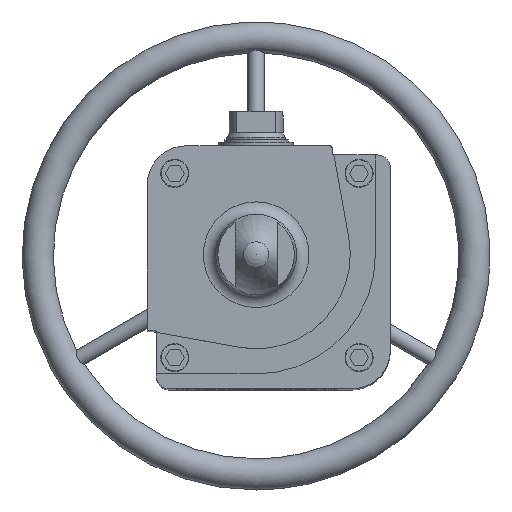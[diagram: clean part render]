
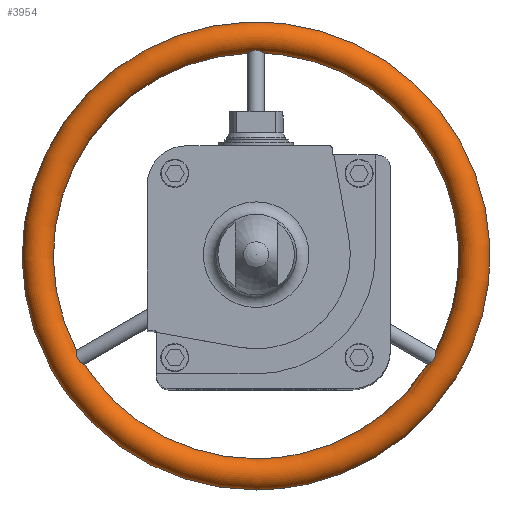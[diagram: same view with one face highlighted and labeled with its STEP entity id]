
A CAD part, top view. The second image highlights one B-rep face of the part: STEP entity #3954.
In plain terms, the highlighted toroidal (fillet/blend) face has major radius 186.65 mm and minor radius 13.35 mm.
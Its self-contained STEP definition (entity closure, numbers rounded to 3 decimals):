
#93=TOROIDAL_SURFACE('',#4279,186.65,13.35);
#107=B_SPLINE_CURVE_WITH_KNOTS('',3,(#6118,#6119,#6120,#6121,#6122,#6123,
#6124,#6125,#6126,#6127,#6128,#6129,#6130,#6131,#6132,#6133,#6134,#6135,
#6136),.UNSPECIFIED.,.T.,.F.,(1,1,1,1,1,1,1,1,1,1,1,1,1,1,1,1,1,1,1,1,1,
1,1),(-0.008,-0.006,-0.003,0.,
0.003,0.006,0.008,0.011,
0.014,0.017,0.02,0.022,
0.025,0.028,0.031,0.034,
0.036,0.039,0.042,0.045,
0.048,0.051,0.053),.UNSPECIFIED.);
#108=B_SPLINE_CURVE_WITH_KNOTS('',3,(#6138,#6139,#6140,#6141,#6142,#6143,
#6144,#6145,#6146,#6147,#6148,#6149,#6150,#6151,#6152,#6153,#6154,#6155,
#6156),.UNSPECIFIED.,.T.,.F.,(1,1,1,1,1,1,1,1,1,1,1,1,1,1,1,1,1,1,1,1,1,
1,1),(-0.008,-0.006,-0.003,0.,
0.003,0.006,0.008,0.011,
0.014,0.017,0.02,0.022,
0.025,0.028,0.031,0.034,
0.036,0.039,0.042,0.045,
0.048,0.05,0.053),.UNSPECIFIED.);
#109=B_SPLINE_CURVE_WITH_KNOTS('',3,(#6158,#6159,#6160,#6161,#6162,#6163,
#6164,#6165,#6166,#6167,#6168,#6169,#6170,#6171,#6172,#6173,#6174,#6175,
#6176,#6177),.UNSPECIFIED.,.T.,.F.,(1,1,1,1,1,1,1,1,1,1,1,1,1,1,1,1,1,1,
1,1,1,1,1,1),(-0.006,-0.003,-0.001,
0.,0.003,0.006,0.008,0.011,
0.014,0.017,0.02,0.022,
0.025,0.028,0.031,0.034,
0.036,0.039,0.042,0.043,
0.045,0.048,0.05,0.053),
 .UNSPECIFIED.);
#1014=ORIENTED_EDGE('',*,*,#2056,.F.);
#1015=ORIENTED_EDGE('',*,*,#2057,.T.);
#1016=ORIENTED_EDGE('',*,*,#2058,.T.);
#2056=EDGE_CURVE('',#2572,#2572,#107,.T.);
#2057=EDGE_CURVE('',#2573,#2573,#108,.T.);
#2058=EDGE_CURVE('',#2574,#2574,#109,.T.);
#2572=VERTEX_POINT('',#6137);
#2573=VERTEX_POINT('',#6157);
#2574=VERTEX_POINT('',#6178);
#3104=EDGE_LOOP('',(#1014));
#3105=EDGE_LOOP('',(#1015));
#3106=EDGE_LOOP('',(#1016));
#3492=FACE_BOUND('',#3104,.T.);
#3493=FACE_BOUND('',#3105,.T.);
#3494=FACE_BOUND('',#3106,.T.);
#3954=ADVANCED_FACE('',(#3492,#3493,#3494),#93,.T.);
#4279=AXIS2_PLACEMENT_3D('',#6117,#4816,#4817);
#4816=DIRECTION('',(0.,0.,-1.));
#4817=DIRECTION('',(-1.,0.,0.));
#6117=CARTESIAN_POINT('',(0.,0.,-417.55));
#6118=CARTESIAN_POINT('',(-5.807,173.508,-420.696));
#6119=CARTESIAN_POINT('',(-3.879,174.246,-422.681));
#6120=CARTESIAN_POINT('',(-1.314,174.881,-423.851));
#6121=CARTESIAN_POINT('',(1.587,174.841,-423.786));
#6122=CARTESIAN_POINT('',(4.103,174.168,-422.513));
#6123=CARTESIAN_POINT('',(5.957,173.447,-420.465));
#6124=CARTESIAN_POINT('',(7.034,173.061,-417.837));
#6125=CARTESIAN_POINT('',(7.054,173.308,-414.961));
#6126=CARTESIAN_POINT('',(5.934,174.146,-412.429));
#6127=CARTESIAN_POINT('',(3.936,175.161,-410.623));
#6128=CARTESIAN_POINT('',(1.318,175.875,-409.67));
#6129=CARTESIAN_POINT('',(-1.569,175.837,-409.715));
#6130=CARTESIAN_POINT('',(-4.15,175.073,-410.755));
#6131=CARTESIAN_POINT('',(-6.076,174.056,-412.633));
#6132=CARTESIAN_POINT('',(-7.1,173.258,-415.21));
#6133=CARTESIAN_POINT('',(-6.977,173.072,-418.098));
#6134=CARTESIAN_POINT('',(-5.807,173.508,-420.696));
#6135=CARTESIAN_POINT('',(-3.879,174.246,-422.681));
#6136=CARTESIAN_POINT('',(-1.314,174.881,-423.851));
#6137=CARTESIAN_POINT('',(-3.772,174.229,-422.545));
#6138=CARTESIAN_POINT('',(146.312,-92.682,-417.443));
#6139=CARTESIAN_POINT('',(147.074,-92.005,-420.163));
#6140=CARTESIAN_POINT('',(148.558,-90.826,-422.284));
#6141=CARTESIAN_POINT('',(150.371,-89.092,-423.67));
#6142=CARTESIAN_POINT('',(151.955,-86.66,-423.925));
#6143=CARTESIAN_POINT('',(152.778,-84.073,-422.887));
#6144=CARTESIAN_POINT('',(153.134,-81.958,-420.995));
#6145=CARTESIAN_POINT('',(153.345,-80.602,-418.482));
#6146=CARTESIAN_POINT('',(153.563,-80.398,-415.615));
#6147=CARTESIAN_POINT('',(153.76,-81.521,-412.954));
#6148=CARTESIAN_POINT('',(153.728,-83.609,-410.966));
#6149=CARTESIAN_POINT('',(153.196,-86.184,-409.806));
#6150=CARTESIAN_POINT('',(151.896,-88.754,-409.612));
#6151=CARTESIAN_POINT('',(149.999,-90.77,-410.439));
#6152=CARTESIAN_POINT('',(148.082,-92.084,-412.137));
#6153=CARTESIAN_POINT('',(146.685,-92.727,-414.575));
#6154=CARTESIAN_POINT('',(146.312,-92.682,-417.443));
#6155=CARTESIAN_POINT('',(147.074,-92.005,-420.163));
#6156=CARTESIAN_POINT('',(148.558,-90.826,-422.284));
#6157=CARTESIAN_POINT('',(147.194,-91.921,-420.063));
#6158=CARTESIAN_POINT('',(-152.353,-85.405,-423.422));
#6159=CARTESIAN_POINT('',(-151.657,-87.133,-423.891));
#6160=CARTESIAN_POINT('',(-150.33,-89.137,-423.648));
#6161=CARTESIAN_POINT('',(-148.514,-90.864,-422.24));
#6162=CARTESIAN_POINT('',(-147.041,-92.031,-420.091));
#6163=CARTESIAN_POINT('',(-146.311,-92.687,-417.399));
#6164=CARTESIAN_POINT('',(-146.701,-92.723,-414.525));
#6165=CARTESIAN_POINT('',(-148.118,-92.064,-412.095));
#6166=CARTESIAN_POINT('',(-150.032,-90.741,-410.419));
#6167=CARTESIAN_POINT('',(-151.916,-88.726,-409.608));
#6168=CARTESIAN_POINT('',(-153.212,-86.141,-409.816));
#6169=CARTESIAN_POINT('',(-153.732,-83.563,-410.997));
#6170=CARTESIAN_POINT('',(-153.758,-81.499,-412.989));
#6171=CARTESIAN_POINT('',(-153.561,-80.392,-415.645));
#6172=CARTESIAN_POINT('',(-153.341,-80.615,-418.533));
#6173=CARTESIAN_POINT('',(-153.129,-81.997,-421.048));
#6174=CARTESIAN_POINT('',(-152.823,-83.78,-422.61));
#6175=CARTESIAN_POINT('',(-152.353,-85.405,-423.422));
#6176=CARTESIAN_POINT('',(-151.657,-87.133,-423.891));
#6177=CARTESIAN_POINT('',(-150.33,-89.137,-423.648));
#6178=CARTESIAN_POINT('',(-151.801,-86.691,-423.719));
